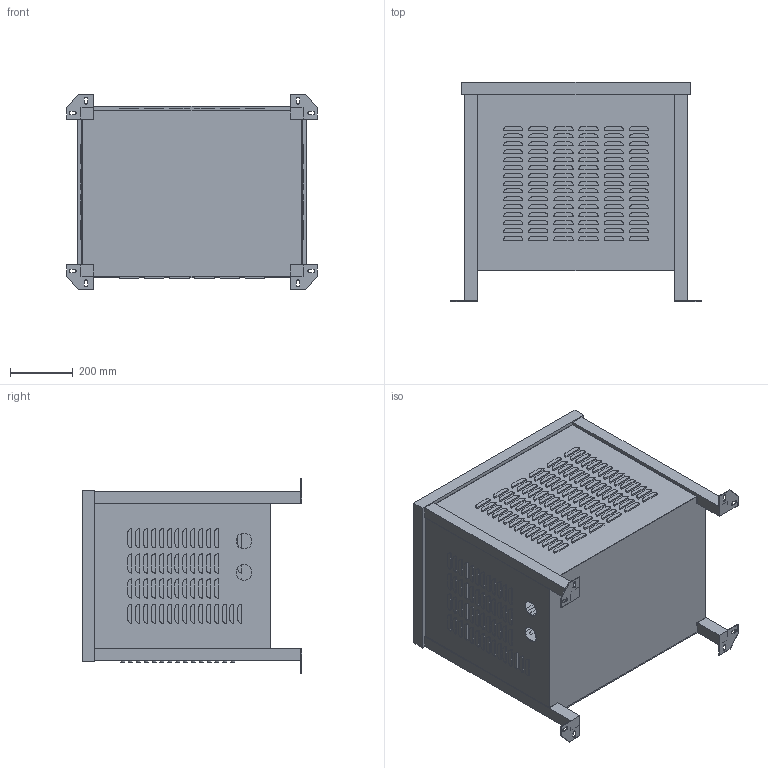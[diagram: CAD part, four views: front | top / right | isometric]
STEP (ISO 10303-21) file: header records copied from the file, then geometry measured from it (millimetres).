
FILE_DESCRIPTION (( 'STEP AP214' ), '1' );
FILE_NAME ('312272.STEP', '2020-10-30T09:21:39', ( '' ), ( '' ), 'SwSTEP 2.0', 'SolidWorks 2018', '' );
FILE_SCHEMA (( 'AUTOMOTIVE_DESIGN' ));
Length unit declared in the file: millimetre
Products named in the file (1): 312272
Bounding box: 798 x 699 x 620 mm (x, y, z)
Volume: 23290655.1 mm3; surface area: 4694380.8 mm2
Topology: 1 solids, 1 shells, 1614 faces, 3954 edges, 2636 vertices
Faces by surface type: plane 948, cylinder 666
Entity records: 47860 total; most frequent: DIRECTION 8516, CARTESIAN_POINT 8205, ORIENTED_EDGE 7908, EDGE_CURVE 3954, AXIS2_PLACEMENT_3D 2947, VERTEX_POINT 2636, LINE 2622, VECTOR 2622
